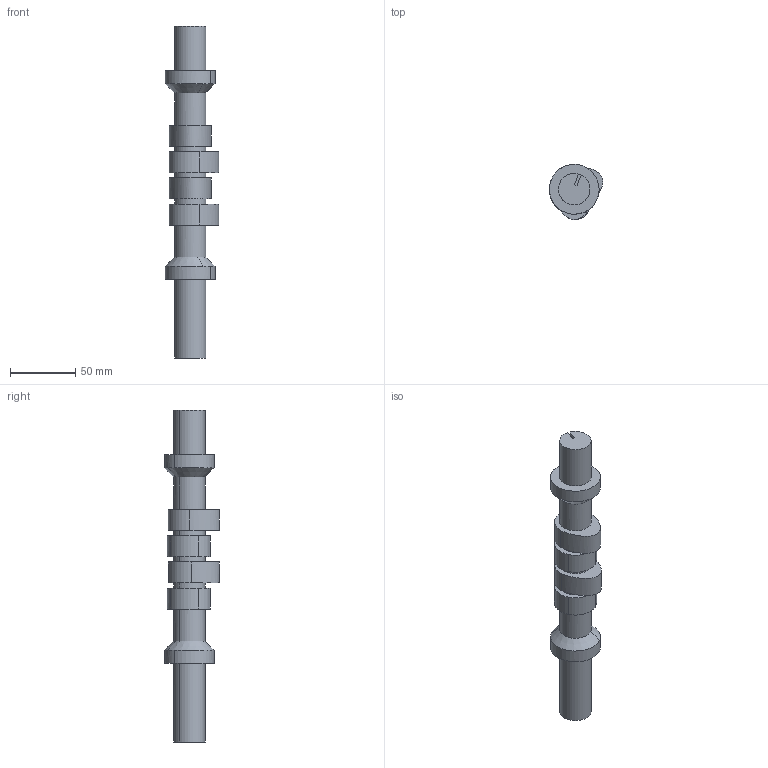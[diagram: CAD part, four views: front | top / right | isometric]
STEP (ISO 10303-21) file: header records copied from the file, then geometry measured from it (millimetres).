
FILE_DESCRIPTION(('produced by SPATIAL CORP'),'2;1');
FILE_NAME('Part57.hh.sat.stp', '2002-04-22T11:48:04+00:00',('SPATIAL CORP'),('SPATIAL CORP'), 'ACIS STEP Husk','http://www.spatial.com','SPATIAL CORP');
FILE_SCHEMA(('CONFIG_CONTROL_DESIGN'));
Length unit declared in the file: millimetre
Products named in the file (1): PRODUCT_ID_1
Bounding box: 40.65 x 41.99 x 253.5 mm (x, y, z)
Volume: 164212.5 mm3; surface area: 29610.4 mm2
Topology: 1 solids, 1 shells, 67 faces, 161 edges, 106 vertices
Faces by surface type: cylinder 37, plane 20, cone 6, bspline 4
Entity records: 1829 total; most frequent: CARTESIAN_POINT 473, ORIENTED_EDGE 322, DIRECTION 186, EDGE_CURVE 161, VERTEX_POINT 106, EDGE_LOOP 77, FACE_BOUND 77, AXIS2_PLACEMENT_3D 69
